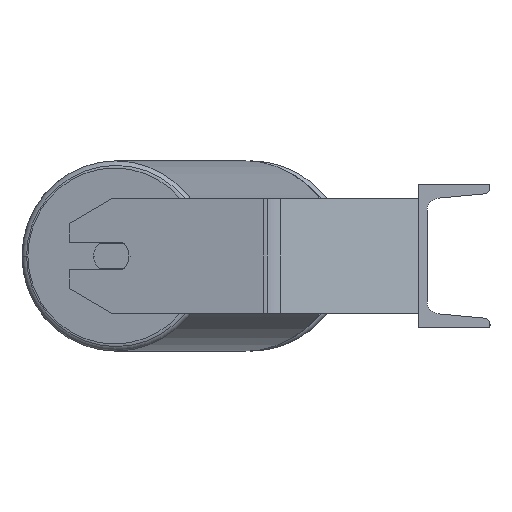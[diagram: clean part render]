
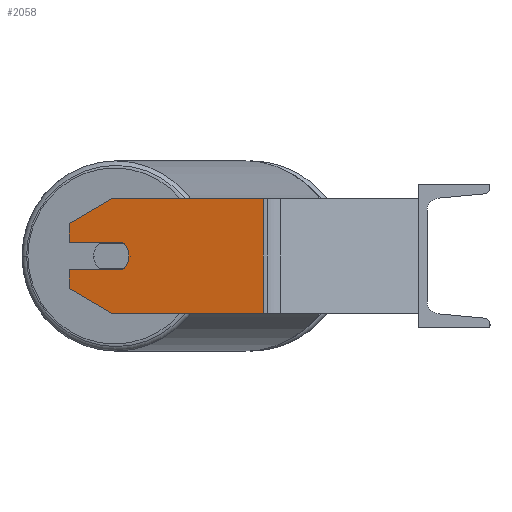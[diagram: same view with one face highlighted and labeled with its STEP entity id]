
A CAD part, left-side view. The second image highlights one B-rep face of the part: STEP entity #2058.
In plain terms, the highlighted planar face has unit normal (-0.985, 0.174, 0).
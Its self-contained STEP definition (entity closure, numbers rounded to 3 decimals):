
#54 = ORIENTED_EDGE ( 'NONE', *, *, #8000, .T. ) ;
#168 = CARTESIAN_POINT ( 'NONE',  ( -831.376, 244.245, 40. ) ) ;
#207 = DIRECTION ( 'NONE',  ( -0.985, 0.174, 0. ) ) ;
#236 = ORIENTED_EDGE ( 'NONE', *, *, #6877, .T. ) ;
#354 = DIRECTION ( 'NONE',  ( -0.15, -0.853, -0.5 ) ) ;
#406 = DIRECTION ( 'NONE',  ( 0.985, -0.174, 0. ) ) ;
#530 = CARTESIAN_POINT ( 'NONE',  ( -855.3, 108.568, -40. ) ) ;
#654 = CARTESIAN_POINT ( 'NONE',  ( -838.756, 202.391, 0. ) ) ;
#866 = CIRCLE ( 'NONE', #1606, 12.5 ) ;
#889 = DIRECTION ( 'NONE',  ( -0.174, -0.985, 0. ) ) ;
#891 = PLANE ( 'NONE',  #9093 ) ;
#898 = CARTESIAN_POINT ( 'NONE',  ( -855.3, 108.568, 40. ) ) ;
#949 = ORIENTED_EDGE ( 'NONE', *, *, #8110, .F. ) ;
#959 = EDGE_CURVE ( 'NONE', #7105, #4765, #6153, .T. ) ;
#1274 = EDGE_CURVE ( 'NONE', #6753, #4194, #6023, .T. ) ;
#1357 = DIRECTION ( 'NONE',  ( 0., 0., -1. ) ) ;
#1423 = ORIENTED_EDGE ( 'NONE', *, *, #1274, .T. ) ;
#1424 = EDGE_CURVE ( 'NONE', #4556, #7105, #866, .T. ) ;
#1443 = ORIENTED_EDGE ( 'NONE', *, *, #4107, .F. ) ;
#1444 = CARTESIAN_POINT ( 'NONE',  ( -836.586, 214.701, 40. ) ) ;
#1600 = ORIENTED_EDGE ( 'NONE', *, *, #5647, .F. ) ;
#1606 = AXIS2_PLACEMENT_3D ( 'NONE', #6371, #207, #889 ) ;
#1631 = DIRECTION ( 'NONE',  ( -0.174, -0.985, 0. ) ) ;
#1710 = CARTESIAN_POINT ( 'NONE',  ( -831.376, 244.245, -40. ) ) ;
#1739 = AXIS2_PLACEMENT_3D ( 'NONE', #4287, #5798, #2968 ) ;
#2058 = ADVANCED_FACE ( 'NONE', ( #3037 ), #891, .F. ) ;
#2060 = VECTOR ( 'NONE', #3700, 1000. ) ;
#2078 = VECTOR ( 'NONE', #4677, 1000. ) ;
#2310 = CARTESIAN_POINT ( 'NONE',  ( -831.376, 244.245, 40. ) ) ;
#2391 = CARTESIAN_POINT ( 'NONE',  ( -837.996, 206.7, 9.5 ) ) ;
#2458 = DIRECTION ( 'NONE',  ( 0.174, 0.985, 0. ) ) ;
#2529 = ORIENTED_EDGE ( 'NONE', *, *, #959, .F. ) ;
#2968 = DIRECTION ( 'NONE',  ( -0.174, -0.985, 0. ) ) ;
#3037 = FACE_OUTER_BOUND ( 'NONE', #6001, .T. ) ;
#3212 = ORIENTED_EDGE ( 'NONE', *, *, #8748, .T. ) ;
#3394 = CARTESIAN_POINT ( 'NONE',  ( -831.376, 244.245, -9.5 ) ) ;
#3424 = LINE ( 'NONE', #5628, #6621 ) ;
#3593 = CARTESIAN_POINT ( 'NONE',  ( -837.996, 206.7, -9.5 ) ) ;
#3700 = DIRECTION ( 'NONE',  ( -0.174, -0.985, 0. ) ) ;
#3772 = LINE ( 'NONE', #2310, #7231 ) ;
#3812 = LINE ( 'NONE', #1710, #5164 ) ;
#3821 = VERTEX_POINT ( 'NONE', #3394 ) ;
#4107 = EDGE_CURVE ( 'NONE', #5517, #8944, #6348, .T. ) ;
#4194 = VERTEX_POINT ( 'NONE', #8819 ) ;
#4285 = CARTESIAN_POINT ( 'NONE',  ( -855.3, 108.568, 40. ) ) ;
#4287 = CARTESIAN_POINT ( 'NONE',  ( -836.586, 214.701, 0. ) ) ;
#4497 = ORIENTED_EDGE ( 'NONE', *, *, #1424, .F. ) ;
#4556 = VERTEX_POINT ( 'NONE', #3593 ) ;
#4568 = VECTOR ( 'NONE', #2458, 1000. ) ;
#4634 = LINE ( 'NONE', #7428, #2078 ) ;
#4677 = DIRECTION ( 'NONE',  ( 0., 0., -1. ) ) ;
#4756 = VERTEX_POINT ( 'NONE', #7962 ) ;
#4765 = VERTEX_POINT ( 'NONE', #2391 ) ;
#5100 = ORIENTED_EDGE ( 'NONE', *, *, #5501, .F. ) ;
#5164 = VECTOR ( 'NONE', #8733, 1000. ) ;
#5263 = VECTOR ( 'NONE', #6337, 1000. ) ;
#5384 = LINE ( 'NONE', #8179, #8676 ) ;
#5501 = EDGE_CURVE ( 'NONE', #4765, #8285, #7356, .T. ) ;
#5517 = VERTEX_POINT ( 'NONE', #898 ) ;
#5523 = DIRECTION ( 'NONE',  ( 0.15, 0.853, -0.5 ) ) ;
#5628 = CARTESIAN_POINT ( 'NONE',  ( -831.376, 244.245, 40. ) ) ;
#5647 = EDGE_CURVE ( 'NONE', #3821, #4556, #7251, .T. ) ;
#5798 = DIRECTION ( 'NONE',  ( -0.985, 0.174, 0. ) ) ;
#6001 = EDGE_LOOP ( 'NONE', ( #54, #236, #6833, #1443, #949, #1423, #3212, #5100, #2529, #4497, #1600 ) ) ;
#6023 = LINE ( 'NONE', #7641, #8643 ) ;
#6153 = CIRCLE ( 'NONE', #1739, 12.5 ) ;
#6337 = DIRECTION ( 'NONE',  ( 0., 0., -1. ) ) ;
#6348 = LINE ( 'NONE', #4285, #5263 ) ;
#6371 = CARTESIAN_POINT ( 'NONE',  ( -836.586, 214.701, 0. ) ) ;
#6621 = VECTOR ( 'NONE', #1357, 1000. ) ;
#6643 = CARTESIAN_POINT ( 'NONE',  ( -836.586, 214.701, -40. ) ) ;
#6695 = DIRECTION ( 'NONE',  ( 0.174, 0.985, 0. ) ) ;
#6753 = VERTEX_POINT ( 'NONE', #1444 ) ;
#6760 = EDGE_CURVE ( 'NONE', #8665, #8944, #3812, .T. ) ;
#6807 = CARTESIAN_POINT ( 'NONE',  ( -831.376, 244.245, 9.5 ) ) ;
#6833 = ORIENTED_EDGE ( 'NONE', *, *, #6760, .T. ) ;
#6877 = EDGE_CURVE ( 'NONE', #4756, #8665, #5384, .T. ) ;
#7105 = VERTEX_POINT ( 'NONE', #654 ) ;
#7231 = VECTOR ( 'NONE', #1631, 1000. ) ;
#7251 = LINE ( 'NONE', #8718, #2060 ) ;
#7356 = LINE ( 'NONE', #8658, #4568 ) ;
#7428 = CARTESIAN_POINT ( 'NONE',  ( -831.376, 244.245, 40. ) ) ;
#7641 = CARTESIAN_POINT ( 'NONE',  ( -831.376, 244.245, 22.679 ) ) ;
#7962 = CARTESIAN_POINT ( 'NONE',  ( -831.376, 244.245, -22.679 ) ) ;
#8000 = EDGE_CURVE ( 'NONE', #3821, #4756, #3424, .T. ) ;
#8110 = EDGE_CURVE ( 'NONE', #6753, #5517, #3772, .T. ) ;
#8179 = CARTESIAN_POINT ( 'NONE',  ( -836.586, 214.701, -40. ) ) ;
#8285 = VERTEX_POINT ( 'NONE', #6807 ) ;
#8643 = VECTOR ( 'NONE', #5523, 1000. ) ;
#8658 = CARTESIAN_POINT ( 'NONE',  ( -831.376, 244.245, 9.5 ) ) ;
#8665 = VERTEX_POINT ( 'NONE', #6643 ) ;
#8676 = VECTOR ( 'NONE', #354, 1000. ) ;
#8718 = CARTESIAN_POINT ( 'NONE',  ( -837.996, 206.7, -9.5 ) ) ;
#8733 = DIRECTION ( 'NONE',  ( -0.174, -0.985, 0. ) ) ;
#8748 = EDGE_CURVE ( 'NONE', #4194, #8285, #4634, .T. ) ;
#8819 = CARTESIAN_POINT ( 'NONE',  ( -831.376, 244.245, 22.679 ) ) ;
#8944 = VERTEX_POINT ( 'NONE', #530 ) ;
#9093 = AXIS2_PLACEMENT_3D ( 'NONE', #168, #406, #6695 ) ;
